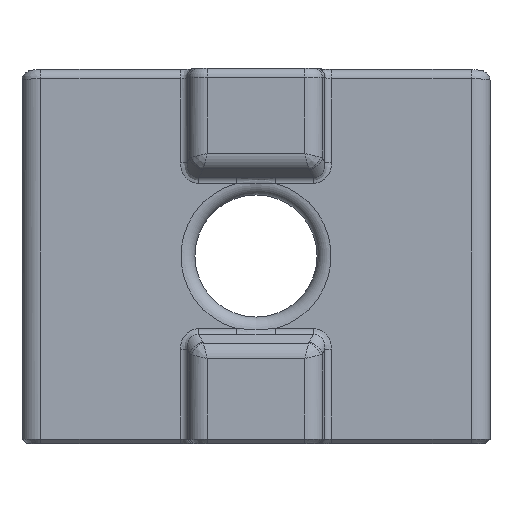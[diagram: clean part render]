
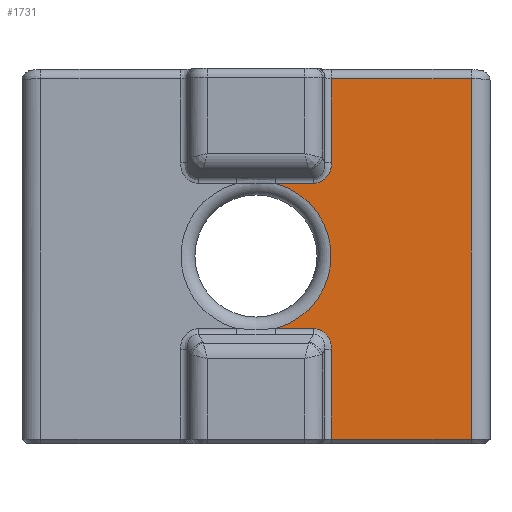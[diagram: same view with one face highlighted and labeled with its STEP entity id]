
A CAD part, left-side view. The second image highlights one B-rep face of the part: STEP entity #1731.
In plain terms, the highlighted planar face has unit normal (-1, 0, 0).
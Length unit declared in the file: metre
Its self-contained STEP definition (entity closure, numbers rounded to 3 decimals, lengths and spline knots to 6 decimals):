
#145=CIRCLE('',#1868,0.0032);
#242=ELLIPSE('',#1867,0.001146,0.0009);
#243=ELLIPSE('',#1869,0.001146,0.0009);
#280=ORIENTED_EDGE('',*,*,#818,.T.);
#281=ORIENTED_EDGE('',*,*,#819,.T.);
#282=ORIENTED_EDGE('',*,*,#820,.T.);
#283=ORIENTED_EDGE('',*,*,#821,.T.);
#284=ORIENTED_EDGE('',*,*,#822,.T.);
#285=ORIENTED_EDGE('',*,*,#823,.T.);
#286=ORIENTED_EDGE('',*,*,#824,.T.);
#287=ORIENTED_EDGE('',*,*,#825,.T.);
#288=ORIENTED_EDGE('',*,*,#826,.T.);
#289=ORIENTED_EDGE('',*,*,#827,.T.);
#818=EDGE_CURVE('',#1087,#1088,#1244,.T.);
#819=EDGE_CURVE('',#1088,#1089,#1245,.T.);
#820=EDGE_CURVE('',#1089,#1090,#1246,.F.);
#821=EDGE_CURVE('',#1090,#1091,#1247,.F.);
#822=EDGE_CURVE('',#1091,#1092,#1248,.T.);
#823=EDGE_CURVE('',#1092,#1093,#242,.T.);
#824=EDGE_CURVE('',#1093,#1094,#1249,.F.);
#825=EDGE_CURVE('',#1094,#1095,#145,.T.);
#826=EDGE_CURVE('',#1095,#1096,#1250,.F.);
#827=EDGE_CURVE('',#1096,#1087,#243,.T.);
#1087=VERTEX_POINT('',#2627);
#1088=VERTEX_POINT('',#2628);
#1089=VERTEX_POINT('',#2630);
#1090=VERTEX_POINT('',#2632);
#1091=VERTEX_POINT('',#2634);
#1092=VERTEX_POINT('',#2636);
#1093=VERTEX_POINT('',#2638);
#1094=VERTEX_POINT('',#2640);
#1095=VERTEX_POINT('',#2642);
#1096=VERTEX_POINT('',#2644);
#1244=LINE('',#2626,#1340);
#1245=LINE('',#2629,#1341);
#1246=LINE('',#2631,#1342);
#1247=LINE('',#2633,#1343);
#1248=LINE('',#2635,#1344);
#1249=LINE('',#2639,#1345);
#1250=LINE('',#2643,#1346);
#1340=VECTOR('',#2090,1.);
#1341=VECTOR('',#2091,1.);
#1342=VECTOR('',#2092,1.);
#1343=VECTOR('',#2093,1.);
#1344=VECTOR('',#2094,1.);
#1345=VECTOR('',#2097,1.);
#1346=VECTOR('',#2100,1.);
#1436=EDGE_LOOP('',(#280,#281,#282,#283,#284,#285,#286,#287,#288,#289));
#1570=FACE_BOUND('',#1436,.T.);
#1704=PLANE('',#1866);
#1731=ADVANCED_FACE('',(#1570),#1704,.F.);
#1866=AXIS2_PLACEMENT_3D('',#2625,#2088,#2089);
#1867=AXIS2_PLACEMENT_3D('',#2637,#2095,#2096);
#1868=AXIS2_PLACEMENT_3D('',#2641,#2098,#2099);
#1869=AXIS2_PLACEMENT_3D('',#2645,#2101,#2102);
#2088=DIRECTION('',(1.,0.,0.));
#2089=DIRECTION('',(0.,0.,-1.));
#2090=DIRECTION('',(0.,0.,-1.));
#2091=DIRECTION('',(0.,-1.,0.));
#2092=DIRECTION('',(0.,0.,-1.));
#2093=DIRECTION('',(0.,-1.,0.));
#2094=DIRECTION('',(0.,0.,-1.));
#2095=DIRECTION('',(1.,0.,0.));
#2096=DIRECTION('',(0.,-0.461,-0.887));
#2097=DIRECTION('',(0.,-1.,0.));
#2098=DIRECTION('',(1.,0.,0.));
#2099=DIRECTION('',(0.,0.,-1.));
#2100=DIRECTION('',(0.,1.,0.));
#2101=DIRECTION('',(1.,0.,0.));
#2102=DIRECTION('',(0.,-0.461,0.887));
#2625=CARTESIAN_POINT('',(-0.09,0.,0.016));
#2626=CARTESIAN_POINT('',(-0.09,-0.00321,0.));
#2627=CARTESIAN_POINT('',(-0.09,-0.00321,0.004023));
#2628=CARTESIAN_POINT('',(-0.09,-0.00321,0.0002));
#2629=CARTESIAN_POINT('',(-0.09,0.,0.0002));
#2630=CARTESIAN_POINT('',(-0.09,-0.009164,0.0002));
#2631=CARTESIAN_POINT('',(-0.09,-0.009164,0.016));
#2632=CARTESIAN_POINT('',(-0.09,-0.009164,0.015544));
#2633=CARTESIAN_POINT('',(-0.09,-0.00321,0.015544));
#2634=CARTESIAN_POINT('',(-0.09,-0.00321,0.015544));
#2635=CARTESIAN_POINT('',(-0.09,-0.00321,0.011839));
#2636=CARTESIAN_POINT('',(-0.09,-0.00321,0.011977));
#2637=CARTESIAN_POINT('',(-0.09,-0.002252,0.012193));
#2638=CARTESIAN_POINT('',(-0.09,-0.00244,0.011094));
#2639=CARTESIAN_POINT('',(-0.09,0.002487,0.011094));
#2640=CARTESIAN_POINT('',(-0.09,-0.000817,0.011094));
#2641=CARTESIAN_POINT('',(-0.09,0.,0.008));
#2642=CARTESIAN_POINT('',(-0.09,-0.000817,0.004906));
#2643=CARTESIAN_POINT('',(-0.09,0.,0.004906));
#2644=CARTESIAN_POINT('',(-0.09,-0.00244,0.004906));
#2645=CARTESIAN_POINT('',(-0.09,-0.002252,0.003807));
